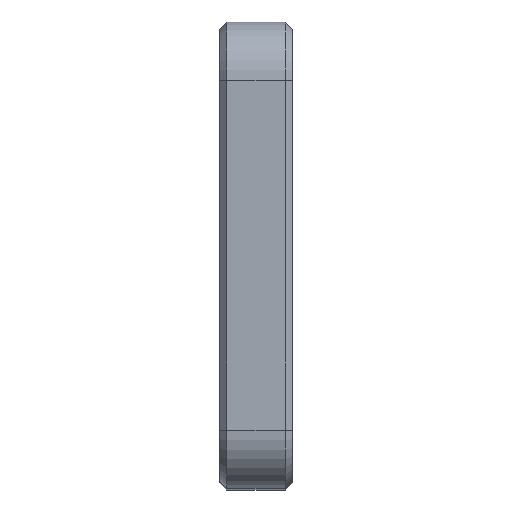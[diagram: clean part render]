
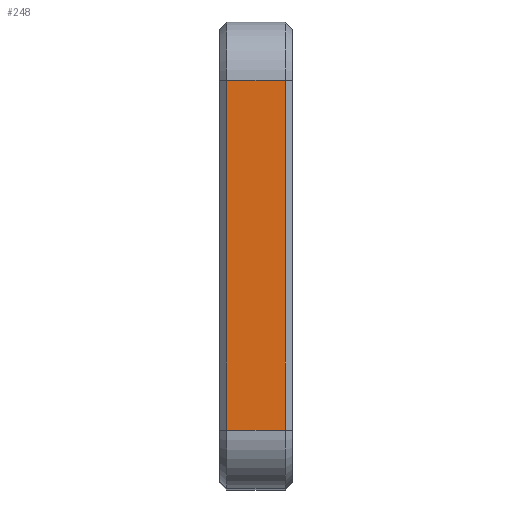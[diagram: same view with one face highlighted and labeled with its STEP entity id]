
A CAD part, top view. The second image highlights one B-rep face of the part: STEP entity #248.
In plain terms, the highlighted planar face has unit normal (0, 0, 1).
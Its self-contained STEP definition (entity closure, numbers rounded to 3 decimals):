
#248=ADVANCED_FACE('',(#497),#498,.T.);
#497=FACE_OUTER_BOUND('',#737,.T.);
#498=PLANE('',#738);
#737=EDGE_LOOP('',(#1370,#1371,#1372,#1373));
#738=AXIS2_PLACEMENT_3D('',#1374,#1375,#1376);
#1370=ORIENTED_EDGE('',*,*,#1541,.T.);
#1371=ORIENTED_EDGE('',*,*,#1577,.F.);
#1372=ORIENTED_EDGE('',*,*,#1587,.T.);
#1373=ORIENTED_EDGE('',*,*,#1556,.T.);
#1374=CARTESIAN_POINT('',(0.0,-12.0,62.5));
#1375=DIRECTION('',(0.0,-0.0,1.0));
#1376=DIRECTION('',(0.0,1.0,0.0));
#1541=EDGE_CURVE('',#1861,#1855,#1862,.T.);
#1556=EDGE_CURVE('',#1881,#1861,#1882,.T.);
#1577=EDGE_CURVE('',#1909,#1855,#1911,.T.);
#1587=EDGE_CURVE('',#1909,#1881,#1923,.T.);
#1855=VERTEX_POINT('',#2245);
#1861=VERTEX_POINT('',#2253);
#1862=LINE('',#2254,#2255);
#1881=VERTEX_POINT('',#2281);
#1882=LINE('',#2282,#2283);
#1909=VERTEX_POINT('',#2319);
#1911=LINE('',#2321,#2322);
#1923=LINE('',#2338,#2339);
#2245=CARTESIAN_POINT('',(-9.0,-24.0,62.5));
#2253=CARTESIAN_POINT('',(-9.0,24.0,62.5));
#2254=CARTESIAN_POINT('',(-9.0,10.0,62.5));
#2255=VECTOR('',#2641,1.0);
#2281=CARTESIAN_POINT('',(-1.0,24.0,62.5));
#2282=CARTESIAN_POINT('',(0.0,24.0,62.5));
#2283=VECTOR('',#2655,1.0);
#2319=CARTESIAN_POINT('',(-1.0,-24.0,62.5));
#2321=CARTESIAN_POINT('',(0.0,-24.0,62.5));
#2322=VECTOR('',#2680,1.0);
#2338=CARTESIAN_POINT('',(-1.0,10.0,62.5));
#2339=VECTOR('',#2688,1.0);
#2641=DIRECTION('',(0.0,-1.0,0.0));
#2655=DIRECTION('',(-1.0,0.0,0.0));
#2680=DIRECTION('',(-1.0,0.0,0.0));
#2688=DIRECTION('',(0.0,1.0,0.0));
